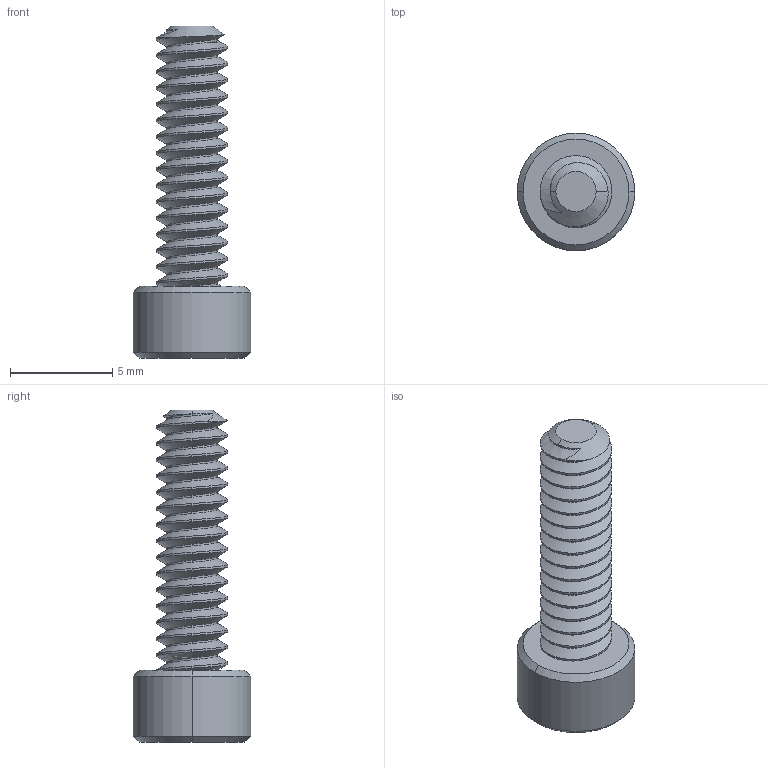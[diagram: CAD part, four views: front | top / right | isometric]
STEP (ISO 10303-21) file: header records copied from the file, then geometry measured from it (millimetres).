
FILE_DESCRIPTION (( 'STEP AP203' ), '1' );
FILE_NAME ('632114.STEP', '2014-10-23T21:15:22', ( 'Kyle' ), ( 'Microsoft' ), 'SwSTEP 2.0', 'SolidWorks 2014', '' );
FILE_SCHEMA (( 'CONFIG_CONTROL_DESIGN' ));
Length unit declared in the file: inch
Products named in the file (1): 632114
Bounding box: 5.74 x 5.74 x 16.21 mm (x, y, z)
Volume: 164.8 mm3; surface area: 332 mm2
Topology: 1 solids, 1 shells, 92 faces, 248 edges, 160 vertices
Faces by surface type: cylinder 67, cone 13, plane 10, bspline 2
Entity records: 4521 total; most frequent: CARTESIAN_POINT 2542, ORIENTED_EDGE 496, DIRECTION 308, EDGE_CURVE 248, VERTEX_POINT 160, AXIS2_PLACEMENT_3D 112, EDGE_LOOP 94, ADVANCED_FACE 92
